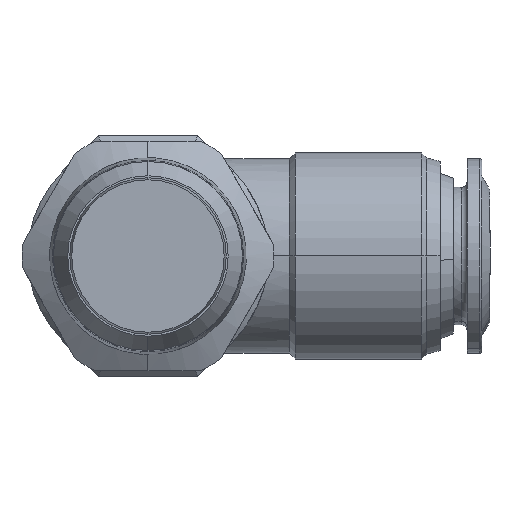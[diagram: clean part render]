
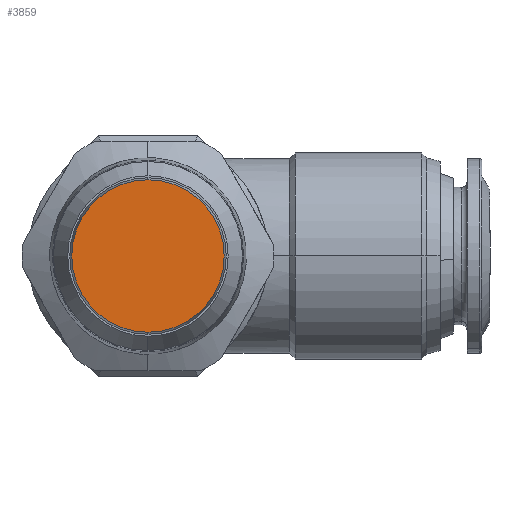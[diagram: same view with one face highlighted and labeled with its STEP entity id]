
A CAD part, front view. The second image highlights one B-rep face of the part: STEP entity #3859.
In plain terms, the highlighted planar face has unit normal (0, -1, 0).
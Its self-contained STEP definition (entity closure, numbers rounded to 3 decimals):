
#926 = PLANE ( 'NONE',  #7345 ) ;
#934 = CARTESIAN_POINT ( 'NONE',  ( 0., 0., 0. ) ) ;
#935 = DIRECTION ( 'NONE',  ( 0., -1., 0. ) ) ;
#936 = DIRECTION ( 'NONE',  ( 0., 0., -1. ) ) ;
#1882 = EDGE_CURVE ( 'NONE', #6765, #6780, #5731, .T. ) ;
#2628 = CARTESIAN_POINT ( 'NONE',  ( 0., 0., 6.65 ) ) ;
#2643 = CARTESIAN_POINT ( 'NONE',  ( 0., 0., -6.65 ) ) ;
#2716 = CARTESIAN_POINT ( 'NONE',  ( 0., 0., 0. ) ) ;
#2717 = DIRECTION ( 'NONE',  ( 0., -1., 0. ) ) ;
#2718 = DIRECTION ( 'NONE',  ( 0., 0., -1. ) ) ;
#3859 = ADVANCED_FACE ( 'NONE', ( #7947 ), #926, .T. ) ;
#5731 = CIRCLE ( 'NONE', #7155, 6.65 ) ;
#5823 = CARTESIAN_POINT ( 'NONE',  ( 0., 0., 0. ) ) ;
#5824 = DIRECTION ( 'NONE',  ( 0., -1., 0. ) ) ;
#5825 = DIRECTION ( 'NONE',  ( 0., 0., -1. ) ) ;
#6765 = VERTEX_POINT ( 'NONE', #2628 ) ;
#6780 = VERTEX_POINT ( 'NONE', #2643 ) ;
#6927 = ORIENTED_EDGE ( 'NONE', *, *, #1882, .T. ) ;
#6928 = ORIENTED_EDGE ( 'NONE', *, *, #7844, .T. ) ;
#7155 = AXIS2_PLACEMENT_3D ( 'NONE', #5823, #5824, #5825 ) ;
#7345 = AXIS2_PLACEMENT_3D ( 'NONE', #934, #935, #936 ) ;
#7524 = EDGE_LOOP ( 'NONE', ( #6927, #6928 ) ) ;
#7844 = EDGE_CURVE ( 'NONE', #6780, #6765, #8728, .T. ) ;
#7947 = FACE_OUTER_BOUND ( 'NONE', #7524, .T. ) ;
#8132 = AXIS2_PLACEMENT_3D ( 'NONE', #2716, #2717, #2718 ) ;
#8728 = CIRCLE ( 'NONE', #8132, 6.65 ) ;
